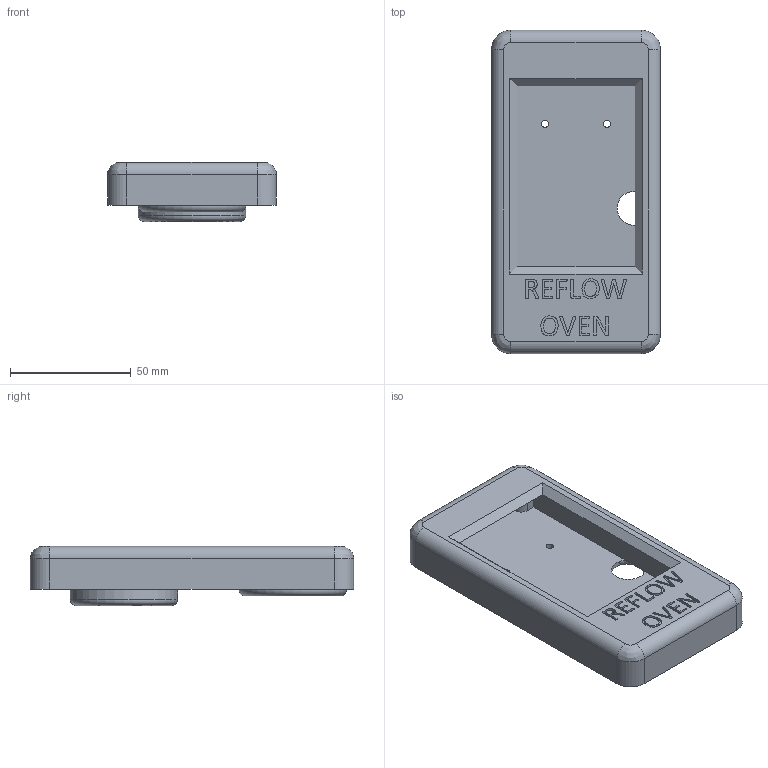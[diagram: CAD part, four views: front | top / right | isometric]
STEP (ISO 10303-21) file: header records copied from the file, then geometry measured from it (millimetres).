
FILE_DESCRIPTION(/* description */ (''),/* implementation_level */ '2;1');
FILE_NAME(/* name */ 'LCD Assembly v3.step',/* time_stamp */ '2021-02-06T18:02:55+00:00',/* author */ (''),/* organization */ (''),/* preprocessor_version */ 'ST-DEVELOPER v18.1',/* originating_system */ 'Autodesk Translation Framework v9.7.1.1290',/* authorisation */ '');
FILE_SCHEMA (('AUTOMOTIVE_DESIGN { 1 0 10303 214 3 1 1 }'));
Length unit declared in the file: millimetre
Products named in the file (3): Test Assembly; LCD Mount; LCD Cover
Assembly tree (2 placements, depth 2):
  Test Assembly
    LCD Mount
    LCD Cover
Bounding box: 70 x 134 x 24.5 mm (x, y, z)
Volume: 88365.8 mm3; surface area: 50271.2 mm2
Topology: 2 solids, 2 shells, 497 faces, 1400 edges, 925 vertices
Faces by surface type: bspline 321, plane 122, cylinder 44, torus 10
Full cylindrical faces by diameter (mm): 2.5 x2, 3 x6, 14 x1, 44.5 x2
Entity records: 19273 total; most frequent: CARTESIAN_POINT 8438, ORIENTED_EDGE 2800, EDGE_CURVE 1400, DIRECTION 1234, VERTEX_POINT 925, LINE 654, VECTOR 654, B_SPLINE_CURVE_WITH_KNOTS 637
